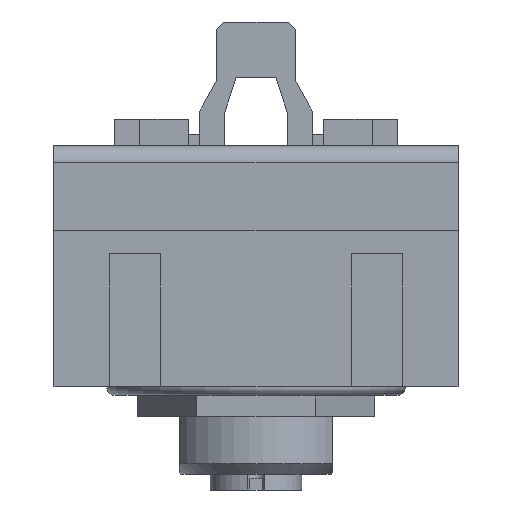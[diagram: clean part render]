
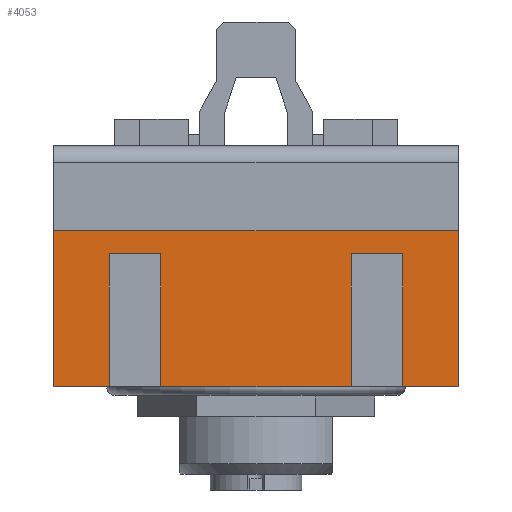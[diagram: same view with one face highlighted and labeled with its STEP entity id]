
A CAD part, front view. The second image highlights one B-rep face of the part: STEP entity #4053.
In plain terms, the highlighted planar face has unit normal (0, -1, 0).
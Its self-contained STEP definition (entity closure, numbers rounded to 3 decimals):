
#52=LINE('',#5696,#572);
#56=LINE('',#5704,#576);
#60=LINE('',#5712,#580);
#217=LINE('',#6051,#737);
#232=LINE('',#6081,#752);
#236=LINE('',#6090,#756);
#237=LINE('',#6092,#757);
#238=LINE('',#6094,#758);
#239=LINE('',#6095,#759);
#240=LINE('',#6097,#760);
#241=LINE('',#6099,#761);
#242=LINE('',#6100,#762);
#572=VECTOR('',#4588,1000.);
#576=VECTOR('',#4592,1000.);
#580=VECTOR('',#4596,1000.);
#737=VECTOR('',#4803,1000.);
#752=VECTOR('',#4824,1000.);
#756=VECTOR('',#4832,1000.);
#757=VECTOR('',#4833,1000.);
#758=VECTOR('',#4834,1000.);
#759=VECTOR('',#4835,1000.);
#760=VECTOR('',#4836,1000.);
#761=VECTOR('',#4837,1000.);
#762=VECTOR('',#4838,1000.);
#1306=ORIENTED_EDGE('',*,*,#2446,.T.);
#1307=ORIENTED_EDGE('',*,*,#2447,.T.);
#1308=ORIENTED_EDGE('',*,*,#2448,.T.);
#1309=ORIENTED_EDGE('',*,*,#2253,.T.);
#1310=ORIENTED_EDGE('',*,*,#2449,.T.);
#1311=ORIENTED_EDGE('',*,*,#2450,.T.);
#1312=ORIENTED_EDGE('',*,*,#2451,.T.);
#1313=ORIENTED_EDGE('',*,*,#2249,.T.);
#1314=ORIENTED_EDGE('',*,*,#2424,.T.);
#1315=ORIENTED_EDGE('',*,*,#2452,.F.);
#1316=ORIENTED_EDGE('',*,*,#2441,.F.);
#1317=ORIENTED_EDGE('',*,*,#2257,.T.);
#2249=EDGE_CURVE('',#2828,#2827,#52,.T.);
#2253=EDGE_CURVE('',#2832,#2831,#56,.T.);
#2257=EDGE_CURVE('',#2836,#2835,#60,.T.);
#2424=EDGE_CURVE('',#2827,#2992,#217,.T.);
#2441=EDGE_CURVE('',#2836,#3005,#232,.T.);
#2446=EDGE_CURVE('',#2835,#3008,#236,.T.);
#2447=EDGE_CURVE('',#3008,#3009,#237,.T.);
#2448=EDGE_CURVE('',#3009,#2832,#238,.T.);
#2449=EDGE_CURVE('',#2831,#3010,#239,.T.);
#2450=EDGE_CURVE('',#3010,#3011,#240,.T.);
#2451=EDGE_CURVE('',#3011,#2828,#241,.T.);
#2452=EDGE_CURVE('',#3005,#2992,#242,.T.);
#2827=VERTEX_POINT('',#5695);
#2828=VERTEX_POINT('',#5697);
#2831=VERTEX_POINT('',#5703);
#2832=VERTEX_POINT('',#5705);
#2835=VERTEX_POINT('',#5711);
#2836=VERTEX_POINT('',#5713);
#2992=VERTEX_POINT('',#6050);
#3005=VERTEX_POINT('',#6082);
#3008=VERTEX_POINT('',#6091);
#3009=VERTEX_POINT('',#6093);
#3010=VERTEX_POINT('',#6096);
#3011=VERTEX_POINT('',#6098);
#3304=EDGE_LOOP('',(#1306,#1307,#1308,#1309,#1310,#1311,#1312,#1313,#1314,
#1315,#1316,#1317));
#3586=FACE_BOUND('',#3304,.T.);
#3844=PLANE('',#4313);
#4053=ADVANCED_FACE('',(#3586),#3844,.F.);
#4313=AXIS2_PLACEMENT_3D('',#6089,#4830,#4831);
#4588=DIRECTION('',(1.,0.,0.));
#4592=DIRECTION('',(1.,0.,0.));
#4596=DIRECTION('',(1.,0.,0.));
#4803=DIRECTION('',(0.,0.,1.));
#4824=DIRECTION('',(0.,0.,1.));
#4830=DIRECTION('',(0.,1.,0.));
#4831=DIRECTION('',(0.,0.,1.));
#4832=DIRECTION('',(0.,0.,1.));
#4833=DIRECTION('',(1.,0.,0.));
#4834=DIRECTION('',(0.,0.,-1.));
#4835=DIRECTION('',(0.,0.,1.));
#4836=DIRECTION('',(1.,0.,0.));
#4837=DIRECTION('',(0.,0.,-1.));
#4838=DIRECTION('',(1.,0.,0.));
#5695=CARTESIAN_POINT('',(35.2,0.,9.));
#5696=CARTESIAN_POINT('',(0.,0.,9.));
#5697=CARTESIAN_POINT('',(30.38,0.,9.));
#5703=CARTESIAN_POINT('',(25.88,0.,9.));
#5704=CARTESIAN_POINT('',(0.,0.,9.));
#5705=CARTESIAN_POINT('',(9.32,0.,9.));
#5711=CARTESIAN_POINT('',(4.82,0.,9.));
#5712=CARTESIAN_POINT('',(0.,0.,9.));
#5713=CARTESIAN_POINT('',(0.,0.,9.));
#6050=CARTESIAN_POINT('',(35.2,0.,22.6));
#6051=CARTESIAN_POINT('',(35.2,0.,9.));
#6081=CARTESIAN_POINT('',(0.,0.,9.));
#6082=CARTESIAN_POINT('',(0.,0.,22.6));
#6089=CARTESIAN_POINT('',(0.,0.,9.));
#6090=CARTESIAN_POINT('',(4.82,0.,4.));
#6091=CARTESIAN_POINT('',(4.82,0.,20.582));
#6092=CARTESIAN_POINT('',(4.82,0.,20.582));
#6093=CARTESIAN_POINT('',(9.32,0.,20.582));
#6094=CARTESIAN_POINT('',(9.32,0.,20.582));
#6095=CARTESIAN_POINT('',(25.88,0.,9.));
#6096=CARTESIAN_POINT('',(25.88,0.,20.582));
#6097=CARTESIAN_POINT('',(25.88,0.,20.582));
#6098=CARTESIAN_POINT('',(30.38,0.,20.582));
#6099=CARTESIAN_POINT('',(30.38,0.,20.582));
#6100=CARTESIAN_POINT('',(0.,0.,22.6));
